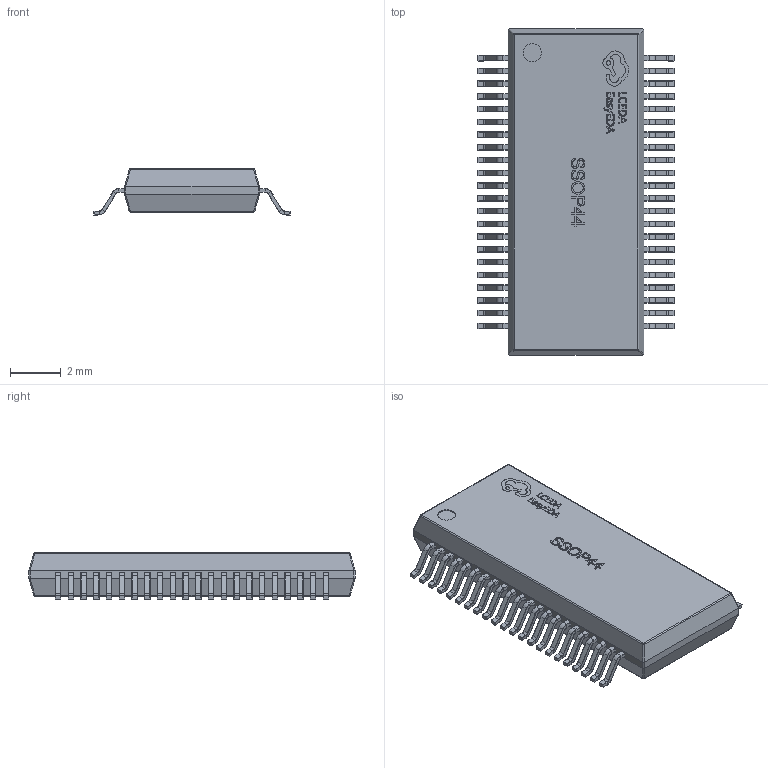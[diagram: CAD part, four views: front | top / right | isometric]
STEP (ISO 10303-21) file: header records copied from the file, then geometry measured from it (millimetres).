
FILE_DESCRIPTION (( 'STEP AP214' ), '1' );
FILE_NAME ('SSOP-44_L12.8-W5.3-H1.7-LS7.8-P0.50.step', '2022-07-26T10:33:44', ( '' ), ( '' ), 'SwSTEP 2.0', 'SolidWorks 2020', '' );
FILE_SCHEMA (( 'AUTOMOTIVE_DESIGN' ));
Length unit declared in the file: millimetre
Products named in the file (1): SSOP-44_L12.8-W5.3-H1.7-LS7.8-P0.50
Bounding box: 7.71 x 12.8 x 1.83 mm (x, y, z)
Volume: 112.7 mm3; surface area: 240.4 mm2
Topology: 58 solids, 58 shells, 2685 faces, 5825 edges, 3186 vertices
Faces by surface type: plane 1041, cylinder 902, torus 352, sphere 228, bspline 162
Entity records: 103509 total; most frequent: CARTESIAN_POINT 16331, DIRECTION 12573, ORIENTED_EDGE 11298, EDGE_CURVE 5649, AXIS2_PLACEMENT_3D 4752, VERTEX_POINT 3098, VECTOR 3069, LINE 3069
